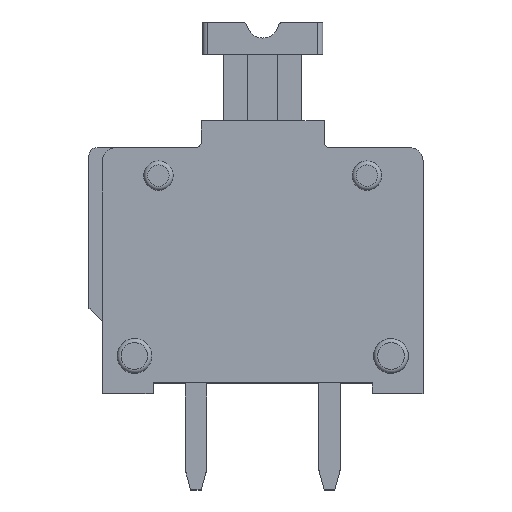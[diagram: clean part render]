
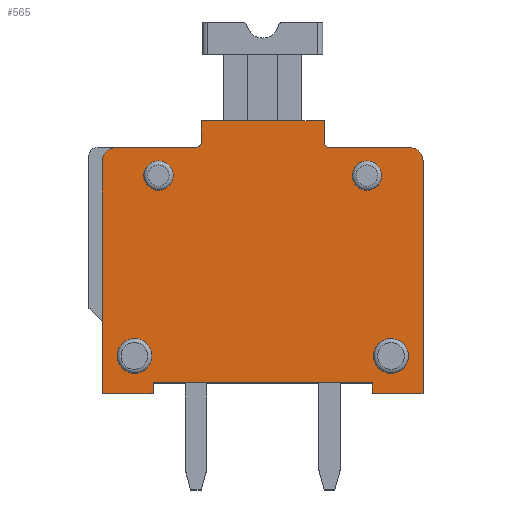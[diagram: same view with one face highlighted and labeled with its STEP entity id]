
A CAD part, top view. The second image highlights one B-rep face of the part: STEP entity #565.
In plain terms, the highlighted planar face has unit normal (0, 0, 1).
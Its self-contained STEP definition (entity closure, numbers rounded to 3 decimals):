
#565 = ADVANCED_FACE( '', ( #1551, #1552, #1553, #1554, #1555 ), #1556, .T. );
#1551 = FACE_OUTER_BOUND( '', #3021, .T. );
#1552 = FACE_BOUND( '', #3022, .T. );
#1553 = FACE_BOUND( '', #3023, .T. );
#1554 = FACE_BOUND( '', #3024, .T. );
#1555 = FACE_BOUND( '', #3025, .T. );
#1556 = PLANE( '', #3026 );
#3021 = EDGE_LOOP( '', ( #4506, #4507, #4508, #4509, #4510, #4511, #4512, #4513, #4514, #4515, #4516, #4517, #4518, #4519, #4520, #4521 ) );
#3022 = EDGE_LOOP( '', ( #4522 ) );
#3023 = EDGE_LOOP( '', ( #4523 ) );
#3024 = EDGE_LOOP( '', ( #4524 ) );
#3025 = EDGE_LOOP( '', ( #4525 ) );
#3026 = AXIS2_PLACEMENT_3D( '', #4526, #4527, #4528 );
#4506 = ORIENTED_EDGE( '', *, *, #8908, .T. );
#4507 = ORIENTED_EDGE( '', *, *, #8909, .T. );
#4508 = ORIENTED_EDGE( '', *, *, #8910, .F. );
#4509 = ORIENTED_EDGE( '', *, *, #8911, .F. );
#4510 = ORIENTED_EDGE( '', *, *, #8912, .F. );
#4511 = ORIENTED_EDGE( '', *, *, #8913, .T. );
#4512 = ORIENTED_EDGE( '', *, *, #8914, .F. );
#4513 = ORIENTED_EDGE( '', *, *, #8915, .F. );
#4514 = ORIENTED_EDGE( '', *, *, #8916, .T. );
#4515 = ORIENTED_EDGE( '', *, *, #8917, .T. );
#4516 = ORIENTED_EDGE( '', *, *, #8918, .T. );
#4517 = ORIENTED_EDGE( '', *, *, #8919, .T. );
#4518 = ORIENTED_EDGE( '', *, *, #8920, .T. );
#4519 = ORIENTED_EDGE( '', *, *, #8921, .F. );
#4520 = ORIENTED_EDGE( '', *, *, #8922, .T. );
#4521 = ORIENTED_EDGE( '', *, *, #8923, .F. );
#4522 = ORIENTED_EDGE( '', *, *, #8924, .F. );
#4523 = ORIENTED_EDGE( '', *, *, #8925, .F. );
#4524 = ORIENTED_EDGE( '', *, *, #8926, .F. );
#4525 = ORIENTED_EDGE( '', *, *, #8927, .F. );
#4526 = CARTESIAN_POINT( '', ( 5.954, 7.756, 3.54 ) );
#4527 = DIRECTION( '', ( 0., 0., 1. ) );
#4528 = DIRECTION( '', ( 1., 0., 0. ) );
#8908 = EDGE_CURVE( '', #10668, #10669, #10670, .T. );
#8909 = EDGE_CURVE( '', #10669, #10671, #10672, .T. );
#8910 = EDGE_CURVE( '', #10673, #10671, #10674, .T. );
#8911 = EDGE_CURVE( '', #10675, #10673, #10676, .T. );
#8912 = EDGE_CURVE( '', #10677, #10675, #10678, .T. );
#8913 = EDGE_CURVE( '', #10677, #10679, #10680, .T. );
#8914 = EDGE_CURVE( '', #10681, #10679, #10682, .T. );
#8915 = EDGE_CURVE( '', #10683, #10681, #10684, .T. );
#8916 = EDGE_CURVE( '', #10683, #10685, #10686, .T. );
#8917 = EDGE_CURVE( '', #10685, #10687, #10688, .T. );
#8918 = EDGE_CURVE( '', #10687, #10689, #10690, .T. );
#8919 = EDGE_CURVE( '', #10689, #10691, #10692, .T. );
#8920 = EDGE_CURVE( '', #10691, #10693, #10694, .T. );
#8921 = EDGE_CURVE( '', #10695, #10693, #10696, .T. );
#8922 = EDGE_CURVE( '', #10695, #10697, #10698, .T. );
#8923 = EDGE_CURVE( '', #10668, #10697, #10699, .T. );
#8924 = EDGE_CURVE( '', #10700, #10700, #10701, .T. );
#8925 = EDGE_CURVE( '', #10702, #10702, #10703, .T. );
#8926 = EDGE_CURVE( '', #10704, #10704, #10705, .T. );
#8927 = EDGE_CURVE( '', #10706, #10706, #10707, .T. );
#10668 = VERTEX_POINT( '', #13274 );
#10669 = VERTEX_POINT( '', #13275 );
#10670 = LINE( '', #13276, #13277 );
#10671 = VERTEX_POINT( '', #13278 );
#10672 = LINE( '', #13279, #13280 );
#10673 = VERTEX_POINT( '', #13281 );
#10674 = LINE( '', #13282, #13283 );
#10675 = VERTEX_POINT( '', #13284 );
#10676 = LINE( '', #13285, #13286 );
#10677 = VERTEX_POINT( '', #13287 );
#10678 = LINE( '', #13288, #13289 );
#10679 = VERTEX_POINT( '', #13290 );
#10680 = LINE( '', #13291, #13292 );
#10681 = VERTEX_POINT( '', #13293 );
#10682 = LINE( '', #13294, #13295 );
#10683 = VERTEX_POINT( '', #13296 );
#10684 = CIRCLE( '', #13297, 0.5 );
#10685 = VERTEX_POINT( '', #13298 );
#10686 = LINE( '', #13299, #13300 );
#10687 = VERTEX_POINT( '', #13301 );
#10688 = CIRCLE( '', #13302, 0.2 );
#10689 = VERTEX_POINT( '', #13303 );
#10690 = LINE( '', #13304, #13305 );
#10691 = VERTEX_POINT( '', #13306 );
#10692 = LINE( '', #13307, #13308 );
#10693 = VERTEX_POINT( '', #13309 );
#10694 = LINE( '', #13310, #13311 );
#10695 = VERTEX_POINT( '', #13312 );
#10696 = CIRCLE( '', #13313, 0.2 );
#10697 = VERTEX_POINT( '', #13314 );
#10698 = LINE( '', #13315, #13316 );
#10699 = CIRCLE( '', #13317, 0.5 );
#10700 = VERTEX_POINT( '', #13318 );
#10701 = CIRCLE( '', #13319, 0.65 );
#10702 = VERTEX_POINT( '', #13320 );
#10703 = CIRCLE( '', #13321, 0.55 );
#10704 = VERTEX_POINT( '', #13322 );
#10705 = CIRCLE( '', #13323, 0.65 );
#10706 = VERTEX_POINT( '', #13324 );
#10707 = CIRCLE( '', #13325, 0.55 );
#13274 = CARTESIAN_POINT( '', ( 0., 8.7, 3.54 ) );
#13275 = CARTESIAN_POINT( '', ( 0., 0., 3.54 ) );
#13276 = CARTESIAN_POINT( '', ( 0., 7.285, 3.54 ) );
#13277 = VECTOR( '', #17046, 1000. );
#13278 = CARTESIAN_POINT( '', ( 1.9, 0., 3.54 ) );
#13279 = CARTESIAN_POINT( '', ( 7.771, 0., 3.54 ) );
#13280 = VECTOR( '', #17047, 1000. );
#13281 = CARTESIAN_POINT( '', ( 1.9, 0.4, 3.54 ) );
#13282 = CARTESIAN_POINT( '', ( 1.9, 7.285, 3.54 ) );
#13283 = VECTOR( '', #17048, 1000. );
#13284 = CARTESIAN_POINT( '', ( 10.1, 0.4, 3.54 ) );
#13285 = CARTESIAN_POINT( '', ( 7.771, 0.4, 3.54 ) );
#13286 = VECTOR( '', #17049, 1000. );
#13287 = CARTESIAN_POINT( '', ( 10.1, 0., 3.54 ) );
#13288 = CARTESIAN_POINT( '', ( 10.1, 7.285, 3.54 ) );
#13289 = VECTOR( '', #17050, 1000. );
#13290 = CARTESIAN_POINT( '', ( 12., 0., 3.54 ) );
#13291 = CARTESIAN_POINT( '', ( 7.771, 0., 3.54 ) );
#13292 = VECTOR( '', #17051, 1000. );
#13293 = CARTESIAN_POINT( '', ( 12., 8.7, 3.54 ) );
#13294 = CARTESIAN_POINT( '', ( 12., 7.285, 3.54 ) );
#13295 = VECTOR( '', #17052, 1000. );
#13296 = CARTESIAN_POINT( '', ( 11.5, 9.2, 3.54 ) );
#13297 = AXIS2_PLACEMENT_3D( '', #17053, #17054, #17055 );
#13298 = CARTESIAN_POINT( '', ( 8.5, 9.2, 3.54 ) );
#13299 = CARTESIAN_POINT( '', ( 7.771, 9.2, 3.54 ) );
#13300 = VECTOR( '', #17056, 1000. );
#13301 = CARTESIAN_POINT( '', ( 8.3, 9.4, 3.54 ) );
#13302 = AXIS2_PLACEMENT_3D( '', #17057, #17058, #17059 );
#13303 = CARTESIAN_POINT( '', ( 8.3, 10.2, 3.54 ) );
#13304 = CARTESIAN_POINT( '', ( 8.3, 7.285, 3.54 ) );
#13305 = VECTOR( '', #17060, 1000. );
#13306 = CARTESIAN_POINT( '', ( 3.7, 10.2, 3.54 ) );
#13307 = CARTESIAN_POINT( '', ( 7.771, 10.2, 3.54 ) );
#13308 = VECTOR( '', #17061, 1000. );
#13309 = CARTESIAN_POINT( '', ( 3.7, 9.4, 3.54 ) );
#13310 = CARTESIAN_POINT( '', ( 3.7, 7.285, 3.54 ) );
#13311 = VECTOR( '', #17062, 1000. );
#13312 = CARTESIAN_POINT( '', ( 3.5, 9.2, 3.54 ) );
#13313 = AXIS2_PLACEMENT_3D( '', #17063, #17064, #17065 );
#13314 = CARTESIAN_POINT( '', ( 0.5, 9.2, 3.54 ) );
#13315 = CARTESIAN_POINT( '', ( 7.771, 9.2, 3.54 ) );
#13316 = VECTOR( '', #17066, 1000. );
#13317 = AXIS2_PLACEMENT_3D( '', #17067, #17068, #17069 );
#13318 = CARTESIAN_POINT( '', ( 11.45, 1.4, 3.54 ) );
#13319 = AXIS2_PLACEMENT_3D( '', #17070, #17071, #17072 );
#13320 = CARTESIAN_POINT( '', ( 10.45, 8.15, 3.54 ) );
#13321 = AXIS2_PLACEMENT_3D( '', #17073, #17074, #17075 );
#13322 = CARTESIAN_POINT( '', ( 1.85, 1.4, 3.54 ) );
#13323 = AXIS2_PLACEMENT_3D( '', #17076, #17077, #17078 );
#13324 = CARTESIAN_POINT( '', ( 2.65, 8.15, 3.54 ) );
#13325 = AXIS2_PLACEMENT_3D( '', #17079, #17080, #17081 );
#17046 = DIRECTION( '', ( 0., -1., 0. ) );
#17047 = DIRECTION( '', ( 1., 0., 0. ) );
#17048 = DIRECTION( '', ( 0., -1., 0. ) );
#17049 = DIRECTION( '', ( -1., 0., 0. ) );
#17050 = DIRECTION( '', ( 0., 1., 0. ) );
#17051 = DIRECTION( '', ( 1., 0., 0. ) );
#17052 = DIRECTION( '', ( 0., -1., 0. ) );
#17053 = CARTESIAN_POINT( '', ( 11.5, 8.7, 3.54 ) );
#17054 = DIRECTION( '', ( 0., 0., -1. ) );
#17055 = DIRECTION( '', ( -1., 0., 0. ) );
#17056 = DIRECTION( '', ( -1., 0., 0. ) );
#17057 = CARTESIAN_POINT( '', ( 8.5, 9.4, 3.54 ) );
#17058 = DIRECTION( '', ( 0., 0., -1. ) );
#17059 = DIRECTION( '', ( -1., 0., 0. ) );
#17060 = DIRECTION( '', ( 0., 1., 0. ) );
#17061 = DIRECTION( '', ( -1., 0., 0. ) );
#17062 = DIRECTION( '', ( 0., -1., 0. ) );
#17063 = CARTESIAN_POINT( '', ( 3.5, 9.4, 3.54 ) );
#17064 = DIRECTION( '', ( 0., 0., 1. ) );
#17065 = DIRECTION( '', ( 1., 0., 0. ) );
#17066 = DIRECTION( '', ( -1., 0., 0. ) );
#17067 = CARTESIAN_POINT( '', ( 0.5, 8.7, 3.54 ) );
#17068 = DIRECTION( '', ( 0., 0., -1. ) );
#17069 = DIRECTION( '', ( -1., 0., 0. ) );
#17070 = CARTESIAN_POINT( '', ( 10.8, 1.4, 3.54 ) );
#17071 = DIRECTION( '', ( 0., 0., 1. ) );
#17072 = DIRECTION( '', ( 1., 0., 0. ) );
#17073 = CARTESIAN_POINT( '', ( 9.9, 8.15, 3.54 ) );
#17074 = DIRECTION( '', ( 0., 0., 1. ) );
#17075 = DIRECTION( '', ( 1., 0., 0. ) );
#17076 = CARTESIAN_POINT( '', ( 1.2, 1.4, 3.54 ) );
#17077 = DIRECTION( '', ( 0., 0., 1. ) );
#17078 = DIRECTION( '', ( 1., 0., 0. ) );
#17079 = CARTESIAN_POINT( '', ( 2.1, 8.15, 3.54 ) );
#17080 = DIRECTION( '', ( 0., 0., 1. ) );
#17081 = DIRECTION( '', ( 1., 0., 0. ) );
